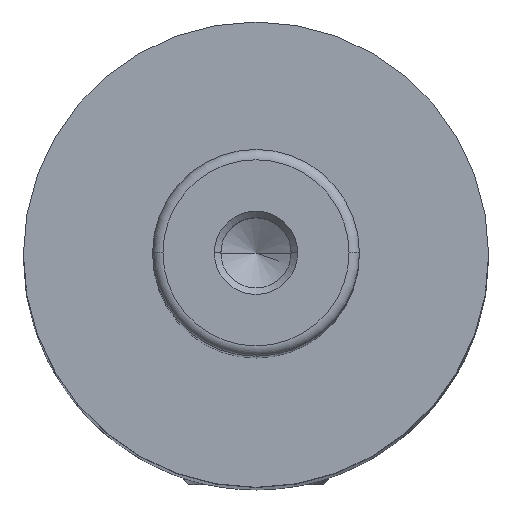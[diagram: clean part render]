
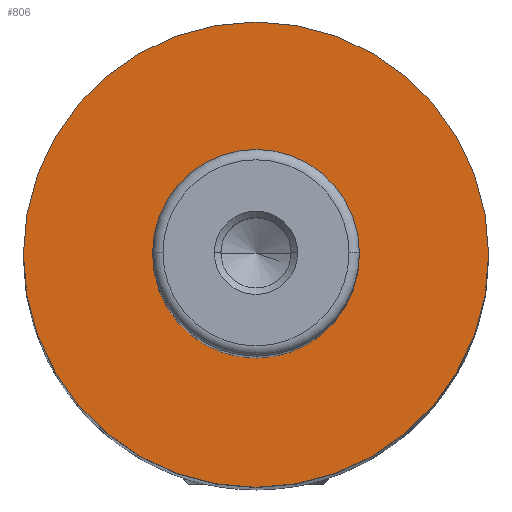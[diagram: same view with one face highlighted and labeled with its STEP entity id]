
A CAD part, top view. The second image highlights one B-rep face of the part: STEP entity #806.
In plain terms, the highlighted planar face has unit normal (0, 0, 1).
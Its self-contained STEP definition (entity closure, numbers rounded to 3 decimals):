
#19 = CIRCLE ( 'NONE', #478, 10. ) ;
#39 = EDGE_CURVE ( 'NONE', #1060, #343, #1497, .T. ) ;
#113 = CARTESIAN_POINT ( 'NONE',  ( -10., 0., 148. ) ) ;
#275 = DIRECTION ( 'NONE',  ( 1., 0., 0. ) ) ;
#277 = EDGE_CURVE ( 'NONE', #713, #1610, #19, .T. ) ;
#295 = CARTESIAN_POINT ( 'NONE',  ( -10., 0., 148. ) ) ;
#338 = ORIENTED_EDGE ( 'NONE', *, *, #1251, .F. ) ;
#343 = VERTEX_POINT ( 'NONE', #459 ) ;
#380 = ORIENTED_EDGE ( 'NONE', *, *, #277, .T. ) ;
#459 = CARTESIAN_POINT ( 'NONE',  ( -22.5, 0., 148. ) ) ;
#478 = AXIS2_PLACEMENT_3D ( 'NONE', #1294, #552, #1422 ) ;
#482 = DIRECTION ( 'NONE',  ( 0., 0., -1. ) ) ;
#522 = PLANE ( 'NONE',  #849 ) ;
#542 = DIRECTION ( 'NONE',  ( 0., 0., -1. ) ) ;
#552 = DIRECTION ( 'NONE',  ( 0., 0., -1. ) ) ;
#652 = AXIS2_PLACEMENT_3D ( 'NONE', #1219, #482, #1344 ) ;
#659 = DIRECTION ( 'NONE',  ( -1., 0., 0. ) ) ;
#693 = CARTESIAN_POINT ( 'NONE',  ( 0., 0., 148. ) ) ;
#713 = VERTEX_POINT ( 'NONE', #1252 ) ;
#806 = ADVANCED_FACE ( 'NONE', ( #1601, #1430 ), #522, .T. ) ;
#817 = DIRECTION ( 'NONE',  ( -1., 0., 0. ) ) ;
#849 = AXIS2_PLACEMENT_3D ( 'NONE', #113, #1010, #275 ) ;
#868 = ORIENTED_EDGE ( 'NONE', *, *, #1412, .T. ) ;
#911 = CARTESIAN_POINT ( 'NONE',  ( 22.5, 0., 148. ) ) ;
#1010 = DIRECTION ( 'NONE',  ( 0., 0., 1. ) ) ;
#1060 = VERTEX_POINT ( 'NONE', #911 ) ;
#1150 = ORIENTED_EDGE ( 'NONE', *, *, #39, .F. ) ;
#1219 = CARTESIAN_POINT ( 'NONE',  ( 0., 0., 148. ) ) ;
#1251 = EDGE_CURVE ( 'NONE', #343, #1060, #1288, .T. ) ;
#1252 = CARTESIAN_POINT ( 'NONE',  ( 10., 0., 148. ) ) ;
#1284 = CARTESIAN_POINT ( 'NONE',  ( 0., 0., 148. ) ) ;
#1288 = CIRCLE ( 'NONE', #1346, 22.5 ) ;
#1294 = CARTESIAN_POINT ( 'NONE',  ( 0., 0., 148. ) ) ;
#1320 = EDGE_LOOP ( 'NONE', ( #868, #380 ) ) ;
#1344 = DIRECTION ( 'NONE',  ( -1., 0., 0. ) ) ;
#1346 = AXIS2_PLACEMENT_3D ( 'NONE', #693, #1589, #817 ) ;
#1382 = AXIS2_PLACEMENT_3D ( 'NONE', #1284, #542, #659 ) ;
#1412 = EDGE_CURVE ( 'NONE', #1610, #713, #1472, .T. ) ;
#1422 = DIRECTION ( 'NONE',  ( -1., 0., 0. ) ) ;
#1430 = FACE_OUTER_BOUND ( 'NONE', #1483, .T. ) ;
#1472 = CIRCLE ( 'NONE', #652, 10. ) ;
#1483 = EDGE_LOOP ( 'NONE', ( #338, #1150 ) ) ;
#1497 = CIRCLE ( 'NONE', #1382, 22.5 ) ;
#1589 = DIRECTION ( 'NONE',  ( 0., 0., -1. ) ) ;
#1601 = FACE_BOUND ( 'NONE', #1320, .T. ) ;
#1610 = VERTEX_POINT ( 'NONE', #295 ) ;
